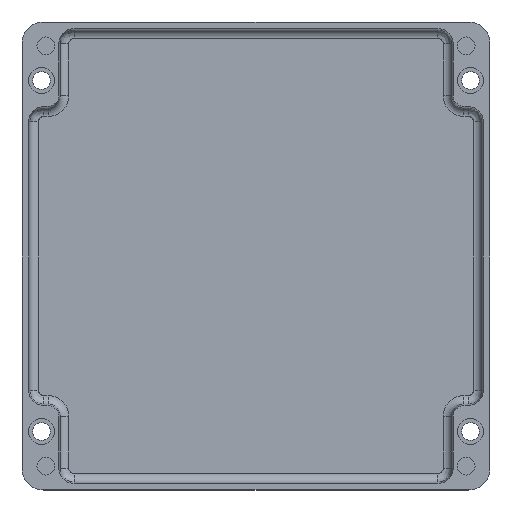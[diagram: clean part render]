
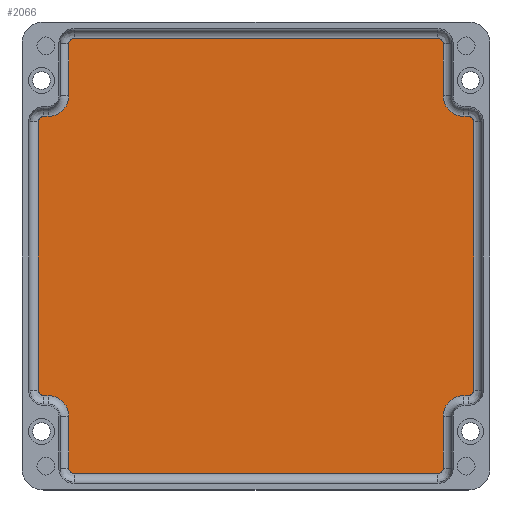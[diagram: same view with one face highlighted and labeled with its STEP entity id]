
A CAD part, front view. The second image highlights one B-rep face of the part: STEP entity #2066.
In plain terms, the highlighted planar face has unit normal (0, -1, 0).
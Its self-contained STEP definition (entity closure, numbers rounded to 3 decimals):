
#101=PLANE('',#2307);
#219=FACE_OUTER_BOUND('',#363,.T.);
#363=EDGE_LOOP('',(#1766,#1767,#1768,#1769,#1770,#1771,#1772,#1773,#1774,
#1775,#1776,#1777,#1778,#1779,#1780,#1781,#1782,#1783,#1784,#1785,#1786,
#1787,#1788,#1789));
#514=LINE('',#3378,#686);
#515=LINE('',#3397,#687);
#517=LINE('',#3417,#689);
#519=LINE('',#3429,#691);
#521=LINE('',#3449,#693);
#523=LINE('',#3468,#695);
#525=LINE('',#3477,#697);
#526=LINE('',#3493,#698);
#527=LINE('',#3509,#699);
#528=LINE('',#3517,#700);
#529=LINE('',#3533,#701);
#530=LINE('',#3549,#702);
#686=VECTOR('',#2732,10.);
#687=VECTOR('',#2743,10.);
#689=VECTOR('',#2755,10.);
#691=VECTOR('',#2769,10.);
#693=VECTOR('',#2781,10.);
#695=VECTOR('',#2793,10.);
#697=VECTOR('',#2805,10.);
#698=VECTOR('',#2814,10.);
#699=VECTOR('',#2823,10.);
#700=VECTOR('',#2834,10.);
#701=VECTOR('',#2843,10.);
#702=VECTOR('',#2852,10.);
#807=CIRCLE('',#2242,1.2);
#811=CIRCLE('',#2247,1.2);
#815=CIRCLE('',#2253,4.8);
#819=CIRCLE('',#2258,1.2);
#823=CIRCLE('',#2263,1.2);
#827=CIRCLE('',#2269,4.8);
#830=CIRCLE('',#2273,1.2);
#833=CIRCLE('',#2277,1.2);
#836=CIRCLE('',#2282,4.8);
#839=CIRCLE('',#2286,1.2);
#842=CIRCLE('',#2290,1.2);
#844=CIRCLE('',#2294,4.8);
#971=VERTEX_POINT('',#3371);
#974=VERTEX_POINT('',#3376);
#976=VERTEX_POINT('',#3389);
#978=VERTEX_POINT('',#3395);
#980=VERTEX_POINT('',#3409);
#982=VERTEX_POINT('',#3415);
#984=VERTEX_POINT('',#3421);
#986=VERTEX_POINT('',#3427);
#988=VERTEX_POINT('',#3441);
#990=VERTEX_POINT('',#3447);
#992=VERTEX_POINT('',#3461);
#993=VERTEX_POINT('',#3466);
#994=VERTEX_POINT('',#3471);
#995=VERTEX_POINT('',#3475);
#996=VERTEX_POINT('',#3487);
#997=VERTEX_POINT('',#3491);
#998=VERTEX_POINT('',#3503);
#999=VERTEX_POINT('',#3507);
#1000=VERTEX_POINT('',#3511);
#1001=VERTEX_POINT('',#3515);
#1002=VERTEX_POINT('',#3527);
#1003=VERTEX_POINT('',#3531);
#1004=VERTEX_POINT('',#3543);
#1005=VERTEX_POINT('',#3547);
#1206=EDGE_CURVE('',#974,#971,#514,.T.);
#1208=EDGE_CURVE('',#976,#974,#807,.T.);
#1211=EDGE_CURVE('',#978,#976,#515,.T.);
#1214=EDGE_CURVE('',#980,#978,#811,.T.);
#1217=EDGE_CURVE('',#982,#980,#517,.T.);
#1220=EDGE_CURVE('',#984,#982,#815,.T.);
#1223=EDGE_CURVE('',#986,#984,#519,.T.);
#1226=EDGE_CURVE('',#988,#986,#819,.T.);
#1229=EDGE_CURVE('',#990,#988,#521,.T.);
#1232=EDGE_CURVE('',#992,#990,#823,.T.);
#1235=EDGE_CURVE('',#993,#992,#523,.T.);
#1238=EDGE_CURVE('',#994,#993,#827,.T.);
#1240=EDGE_CURVE('',#995,#994,#525,.T.);
#1242=EDGE_CURVE('',#996,#995,#830,.T.);
#1244=EDGE_CURVE('',#997,#996,#526,.T.);
#1246=EDGE_CURVE('',#998,#997,#833,.T.);
#1248=EDGE_CURVE('',#999,#998,#527,.T.);
#1250=EDGE_CURVE('',#1000,#999,#836,.T.);
#1252=EDGE_CURVE('',#1001,#1000,#528,.T.);
#1254=EDGE_CURVE('',#1002,#1001,#839,.T.);
#1256=EDGE_CURVE('',#1003,#1002,#529,.T.);
#1258=EDGE_CURVE('',#1004,#1003,#842,.T.);
#1260=EDGE_CURVE('',#1005,#1004,#530,.T.);
#1261=EDGE_CURVE('',#971,#1005,#844,.T.);
#1766=ORIENTED_EDGE('',*,*,#1206,.F.);
#1767=ORIENTED_EDGE('',*,*,#1208,.F.);
#1768=ORIENTED_EDGE('',*,*,#1211,.F.);
#1769=ORIENTED_EDGE('',*,*,#1214,.F.);
#1770=ORIENTED_EDGE('',*,*,#1217,.F.);
#1771=ORIENTED_EDGE('',*,*,#1220,.F.);
#1772=ORIENTED_EDGE('',*,*,#1223,.F.);
#1773=ORIENTED_EDGE('',*,*,#1226,.F.);
#1774=ORIENTED_EDGE('',*,*,#1229,.F.);
#1775=ORIENTED_EDGE('',*,*,#1232,.F.);
#1776=ORIENTED_EDGE('',*,*,#1235,.F.);
#1777=ORIENTED_EDGE('',*,*,#1238,.F.);
#1778=ORIENTED_EDGE('',*,*,#1240,.F.);
#1779=ORIENTED_EDGE('',*,*,#1242,.F.);
#1780=ORIENTED_EDGE('',*,*,#1244,.F.);
#1781=ORIENTED_EDGE('',*,*,#1246,.F.);
#1782=ORIENTED_EDGE('',*,*,#1248,.F.);
#1783=ORIENTED_EDGE('',*,*,#1250,.F.);
#1784=ORIENTED_EDGE('',*,*,#1252,.F.);
#1785=ORIENTED_EDGE('',*,*,#1254,.F.);
#1786=ORIENTED_EDGE('',*,*,#1256,.F.);
#1787=ORIENTED_EDGE('',*,*,#1258,.F.);
#1788=ORIENTED_EDGE('',*,*,#1260,.F.);
#1789=ORIENTED_EDGE('',*,*,#1261,.F.);
#2066=ADVANCED_FACE('',(#219),#101,.F.);
#2242=AXIS2_PLACEMENT_3D('',#3391,#2735,#2736);
#2247=AXIS2_PLACEMENT_3D('',#3411,#2747,#2748);
#2253=AXIS2_PLACEMENT_3D('',#3423,#2761,#2762);
#2258=AXIS2_PLACEMENT_3D('',#3443,#2773,#2774);
#2263=AXIS2_PLACEMENT_3D('',#3463,#2785,#2786);
#2269=AXIS2_PLACEMENT_3D('',#3473,#2799,#2800);
#2273=AXIS2_PLACEMENT_3D('',#3489,#2808,#2809);
#2277=AXIS2_PLACEMENT_3D('',#3505,#2817,#2818);
#2282=AXIS2_PLACEMENT_3D('',#3513,#2828,#2829);
#2286=AXIS2_PLACEMENT_3D('',#3529,#2837,#2838);
#2290=AXIS2_PLACEMENT_3D('',#3545,#2846,#2847);
#2294=AXIS2_PLACEMENT_3D('',#3551,#2855,#2856);
#2307=AXIS2_PLACEMENT_3D('',#3575,#2892,#2893);
#2732=DIRECTION('',(-1.,0.,0.));
#2735=DIRECTION('center_axis',(0.,1.,0.));
#2736=DIRECTION('ref_axis',(0.707,0.,-0.707));
#2743=DIRECTION('',(0.,0.,-1.));
#2747=DIRECTION('center_axis',(0.,1.,0.));
#2748=DIRECTION('ref_axis',(0.707,0.,0.707));
#2755=DIRECTION('',(1.,0.,0.));
#2761=DIRECTION('center_axis',(0.,-1.,0.));
#2762=DIRECTION('ref_axis',(-0.707,0.,-0.707));
#2769=DIRECTION('',(0.,0.,-1.));
#2773=DIRECTION('center_axis',(0.,1.,0.));
#2774=DIRECTION('ref_axis',(0.707,0.,0.707));
#2781=DIRECTION('',(1.,0.,0.));
#2785=DIRECTION('center_axis',(0.,1.,0.));
#2786=DIRECTION('ref_axis',(-0.707,0.,0.707));
#2793=DIRECTION('',(0.,0.,1.));
#2799=DIRECTION('center_axis',(0.,-1.,0.));
#2800=DIRECTION('ref_axis',(0.707,0.,-0.707));
#2805=DIRECTION('',(1.,0.,0.));
#2808=DIRECTION('center_axis',(0.,1.,0.));
#2809=DIRECTION('ref_axis',(-0.707,0.,0.707));
#2814=DIRECTION('',(0.,0.,1.));
#2817=DIRECTION('center_axis',(0.,1.,0.));
#2818=DIRECTION('ref_axis',(-0.707,0.,-0.707));
#2823=DIRECTION('',(-1.,0.,0.));
#2828=DIRECTION('center_axis',(0.,-1.,0.));
#2829=DIRECTION('ref_axis',(0.707,0.,0.707));
#2834=DIRECTION('',(0.,0.,1.));
#2837=DIRECTION('center_axis',(0.,1.,0.));
#2838=DIRECTION('ref_axis',(-0.707,0.,-0.707));
#2843=DIRECTION('',(-1.,0.,0.));
#2846=DIRECTION('center_axis',(0.,1.,0.));
#2847=DIRECTION('ref_axis',(0.707,0.,-0.707));
#2852=DIRECTION('',(0.,0.,-1.));
#2855=DIRECTION('center_axis',(0.,-1.,0.));
#2856=DIRECTION('ref_axis',(-0.707,0.,0.707));
#2892=DIRECTION('center_axis',(0.,1.,0.));
#2893=DIRECTION('ref_axis',(-1.,0.,0.));
#3371=CARTESIAN_POINT('',(58.,64.242,-78.675));
#3376=CARTESIAN_POINT('',(59.,64.242,-78.675));
#3378=CARTESIAN_POINT('',(34.,64.242,-78.675));
#3389=CARTESIAN_POINT('',(60.2,64.242,-77.475));
#3391=CARTESIAN_POINT('Origin',(59.,64.242,-77.475));
#3395=CARTESIAN_POINT('',(60.2,64.242,-15.475));
#3397=CARTESIAN_POINT('',(60.2,64.242,-61.975));
#3409=CARTESIAN_POINT('',(59.,64.242,-14.275));
#3411=CARTESIAN_POINT('Origin',(59.,64.242,-15.475));
#3415=CARTESIAN_POINT('',(58.,64.242,-14.275));
#3417=CARTESIAN_POINT('',(34.5,64.242,-14.275));
#3421=CARTESIAN_POINT('',(53.2,64.242,-9.475));
#3423=CARTESIAN_POINT('Origin',(58.,64.242,-9.475));
#3427=CARTESIAN_POINT('',(53.2,64.242,2.525));
#3429=CARTESIAN_POINT('',(53.2,64.242,-27.975));
#3441=CARTESIAN_POINT('',(52.,64.242,3.725));
#3443=CARTESIAN_POINT('Origin',(52.,64.242,2.525));
#3447=CARTESIAN_POINT('',(-32.,64.242,3.725));
#3449=CARTESIAN_POINT('',(31.,64.242,3.725));
#3461=CARTESIAN_POINT('',(-33.2,64.242,2.525));
#3463=CARTESIAN_POINT('Origin',(-32.,64.242,2.525));
#3466=CARTESIAN_POINT('',(-33.2,64.242,-9.475));
#3468=CARTESIAN_POINT('',(-33.2,64.242,-21.975));
#3471=CARTESIAN_POINT('',(-38.,64.242,-14.275));
#3473=CARTESIAN_POINT('Origin',(-38.,64.242,-9.475));
#3475=CARTESIAN_POINT('',(-39.,64.242,-14.275));
#3477=CARTESIAN_POINT('',(-14.,64.242,-14.275));
#3487=CARTESIAN_POINT('',(-40.2,64.242,-15.475));
#3489=CARTESIAN_POINT('Origin',(-39.,64.242,-15.475));
#3491=CARTESIAN_POINT('',(-40.2,64.242,-77.475));
#3493=CARTESIAN_POINT('',(-40.2,64.242,-30.975));
#3503=CARTESIAN_POINT('',(-39.,64.242,-78.675));
#3505=CARTESIAN_POINT('Origin',(-39.,64.242,-77.475));
#3507=CARTESIAN_POINT('',(-38.,64.242,-78.675));
#3509=CARTESIAN_POINT('',(-14.5,64.242,-78.675));
#3511=CARTESIAN_POINT('',(-33.2,64.242,-83.475));
#3513=CARTESIAN_POINT('Origin',(-38.,64.242,-83.475));
#3515=CARTESIAN_POINT('',(-33.2,64.242,-95.475));
#3517=CARTESIAN_POINT('',(-33.2,64.242,-64.975));
#3527=CARTESIAN_POINT('',(-32.,64.242,-96.675));
#3529=CARTESIAN_POINT('Origin',(-32.,64.242,-95.475));
#3531=CARTESIAN_POINT('',(52.,64.242,-96.675));
#3533=CARTESIAN_POINT('',(-11.,64.242,-96.675));
#3543=CARTESIAN_POINT('',(53.2,64.242,-95.475));
#3545=CARTESIAN_POINT('Origin',(52.,64.242,-95.475));
#3547=CARTESIAN_POINT('',(53.2,64.242,-83.475));
#3549=CARTESIAN_POINT('',(53.2,64.242,-70.975));
#3551=CARTESIAN_POINT('Origin',(58.,64.242,-83.475));
#3575=CARTESIAN_POINT('Origin',(10.,64.242,-46.475));
